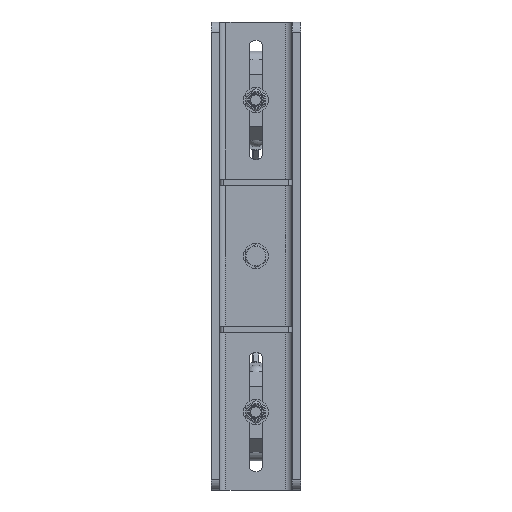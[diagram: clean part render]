
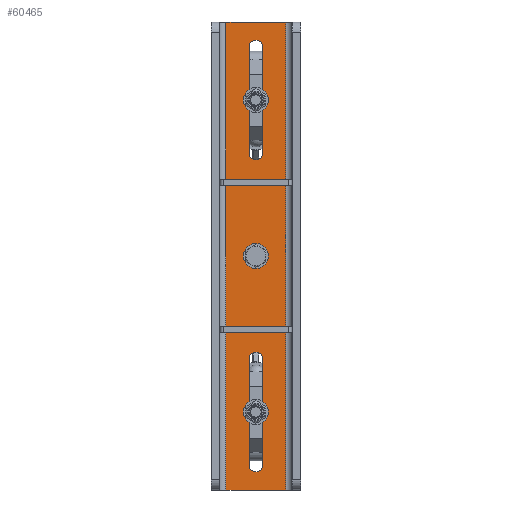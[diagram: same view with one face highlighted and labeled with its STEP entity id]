
A CAD part, front view. The second image highlights one B-rep face of the part: STEP entity #60465.
In plain terms, the highlighted planar face has unit normal (0, -1, 0).
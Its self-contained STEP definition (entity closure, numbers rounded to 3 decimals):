
#674 = DIRECTION ( 'NONE',  ( -1., 0., 0. ) ) ;
#1709 = FACE_BOUND ( 'NONE', #50004, .T. ) ;
#2082 = CARTESIAN_POINT ( 'NONE',  ( 0., 30., -92.5 ) ) ;
#2737 = CIRCLE ( 'NONE', #66065, 6.5 ) ;
#3134 = EDGE_CURVE ( 'NONE', #33351, #19646, #71488, .T. ) ;
#3549 = VERTEX_POINT ( 'NONE', #2082 ) ;
#3566 = EDGE_CURVE ( 'NONE', #10153, #18203, #44795, .T. ) ;
#4911 = DIRECTION ( 'NONE',  ( 0., -1., 0. ) ) ;
#5323 = CARTESIAN_POINT ( 'NONE',  ( 0., 30., -99. ) ) ;
#6299 = EDGE_CURVE ( 'NONE', #78937, #3549, #68490, .T. ) ;
#7098 = ORIENTED_EDGE ( 'NONE', *, *, #6299, .T. ) ;
#7224 = LINE ( 'NONE', #15518, #68072 ) ;
#7338 = CARTESIAN_POINT ( 'NONE',  ( 28.75, 30., 225. ) ) ;
#8364 = ORIENTED_EDGE ( 'NONE', *, *, #3134, .T. ) ;
#8485 = VERTEX_POINT ( 'NONE', #31837 ) ;
#8659 = EDGE_CURVE ( 'NONE', #18373, #66498, #29453, .T. ) ;
#8786 = EDGE_CURVE ( 'NONE', #72178, #27658, #72229, .T. ) ;
#10095 = ORIENTED_EDGE ( 'NONE', *, *, #3566, .F. ) ;
#10153 = VERTEX_POINT ( 'NONE', #61332 ) ;
#10301 = DIRECTION ( 'NONE',  ( 0., 0., 1. ) ) ;
#10488 = ORIENTED_EDGE ( 'NONE', *, *, #63564, .F. ) ;
#11553 = LINE ( 'NONE', #57787, #41995 ) ;
#13380 = VERTEX_POINT ( 'NONE', #69994 ) ;
#13771 = AXIS2_PLACEMENT_3D ( 'NONE', #48500, #24046, #54598 ) ;
#15173 = LINE ( 'NONE', #17761, #57950 ) ;
#15518 = CARTESIAN_POINT ( 'NONE',  ( 6.5, 30., 225. ) ) ;
#15999 = VERTEX_POINT ( 'NONE', #43616 ) ;
#16146 = AXIS2_PLACEMENT_3D ( 'NONE', #69100, #21517, #69899 ) ;
#16553 = DIRECTION ( 'NONE',  ( 0., 0., -1. ) ) ;
#16598 = LINE ( 'NONE', #27163, #48907 ) ;
#16658 = EDGE_LOOP ( 'NONE', ( #10095, #30140, #55185, #10488, #77736 ) ) ;
#17761 = CARTESIAN_POINT ( 'NONE',  ( -6.5, 30., 225. ) ) ;
#17874 = CARTESIAN_POINT ( 'NONE',  ( -28.75, 30., 225. ) ) ;
#18203 = VERTEX_POINT ( 'NONE', #62357 ) ;
#18216 = AXIS2_PLACEMENT_3D ( 'NONE', #58155, #33966, #10301 ) ;
#18373 = VERTEX_POINT ( 'NONE', #76458 ) ;
#19646 = VERTEX_POINT ( 'NONE', #34683 ) ;
#19736 = LINE ( 'NONE', #7338, #53086 ) ;
#20353 = ORIENTED_EDGE ( 'NONE', *, *, #73855, .T. ) ;
#20518 = VECTOR ( 'NONE', #75983, 1000. ) ;
#20812 = ORIENTED_EDGE ( 'NONE', *, *, #8659, .T. ) ;
#21517 = DIRECTION ( 'NONE',  ( 0., 1., 0. ) ) ;
#22075 = CARTESIAN_POINT ( 'NONE',  ( -6.5, 30., -99. ) ) ;
#22244 = DIRECTION ( 'NONE',  ( 0., -1., 0. ) ) ;
#22529 = ORIENTED_EDGE ( 'NONE', *, *, #25485, .F. ) ;
#22651 = AXIS2_PLACEMENT_3D ( 'NONE', #61345, #24144, #72803 ) ;
#24046 = DIRECTION ( 'NONE',  ( 0., -1., 0. ) ) ;
#24144 = DIRECTION ( 'NONE',  ( 0., 1., 0. ) ) ;
#24148 = AXIS2_PLACEMENT_3D ( 'NONE', #70914, #22244, #58415 ) ;
#25485 = EDGE_CURVE ( 'NONE', #70027, #8485, #11553, .T. ) ;
#25783 = EDGE_CURVE ( 'NONE', #60728, #71493, #73406, .T. ) ;
#26430 = FACE_BOUND ( 'NONE', #16658, .T. ) ;
#26692 = DIRECTION ( 'NONE',  ( 0., 0., -1. ) ) ;
#26806 = VECTOR ( 'NONE', #54025, 1000. ) ;
#27163 = CARTESIAN_POINT ( 'NONE',  ( -6.5, 30., 225. ) ) ;
#27507 = EDGE_CURVE ( 'NONE', #18203, #15999, #77994, .T. ) ;
#27658 = VERTEX_POINT ( 'NONE', #72847 ) ;
#28285 = ORIENTED_EDGE ( 'NONE', *, *, #72686, .T. ) ;
#29391 = DIRECTION ( 'NONE',  ( 0., 0., -1. ) ) ;
#29437 = DIRECTION ( 'NONE',  ( 0., 0., -1. ) ) ;
#29453 = CIRCLE ( 'NONE', #18216, 6.5 ) ;
#30140 = ORIENTED_EDGE ( 'NONE', *, *, #59132, .F. ) ;
#31837 = CARTESIAN_POINT ( 'NONE',  ( 28.75, 30., -225. ) ) ;
#33351 = VERTEX_POINT ( 'NONE', #47213 ) ;
#33966 = DIRECTION ( 'NONE',  ( 0., 1., 0. ) ) ;
#34172 = EDGE_CURVE ( 'NONE', #66498, #18373, #78601, .T. ) ;
#34541 = DIRECTION ( 'NONE',  ( 0., 1., 0. ) ) ;
#34579 = EDGE_CURVE ( 'NONE', #13380, #33351, #7224, .T. ) ;
#34683 = CARTESIAN_POINT ( 'NONE',  ( -6.5, 30., -201. ) ) ;
#35778 = CARTESIAN_POINT ( 'NONE',  ( 0., 30., 201. ) ) ;
#36091 = DIRECTION ( 'NONE',  ( 0., 0., -1. ) ) ;
#36706 = AXIS2_PLACEMENT_3D ( 'NONE', #77058, #34541, #58451 ) ;
#38615 = ORIENTED_EDGE ( 'NONE', *, *, #34579, .T. ) ;
#39157 = DIRECTION ( 'NONE',  ( 0., 0., 1. ) ) ;
#39597 = LINE ( 'NONE', #76758, #20518 ) ;
#40755 = DIRECTION ( 'NONE',  ( 0., 0., 1. ) ) ;
#41614 = CARTESIAN_POINT ( 'NONE',  ( 0., 30., 201. ) ) ;
#41995 = VECTOR ( 'NONE', #26692, 1000. ) ;
#43616 = CARTESIAN_POINT ( 'NONE',  ( 6.5, 30., 201. ) ) ;
#44668 = VECTOR ( 'NONE', #40755, 1000. ) ;
#44795 = CIRCLE ( 'NONE', #24148, 6.5 ) ;
#46761 = AXIS2_PLACEMENT_3D ( 'NONE', #35778, #65827, #29437 ) ;
#47213 = CARTESIAN_POINT ( 'NONE',  ( 6.5, 30., -201. ) ) ;
#48500 = CARTESIAN_POINT ( 'NONE',  ( 28.75, 30., 225. ) ) ;
#48907 = VECTOR ( 'NONE', #39157, 1000. ) ;
#48912 = CARTESIAN_POINT ( 'NONE',  ( 0., 30., 207.5 ) ) ;
#50004 = EDGE_LOOP ( 'NONE', ( #55966, #20812 ) ) ;
#53086 = VECTOR ( 'NONE', #674, 1000. ) ;
#54025 = DIRECTION ( 'NONE',  ( 0., 0., -1. ) ) ;
#54598 = DIRECTION ( 'NONE',  ( 0., 0., -1. ) ) ;
#54932 = FACE_BOUND ( 'NONE', #69879, .T. ) ;
#55185 = ORIENTED_EDGE ( 'NONE', *, *, #8786, .F. ) ;
#55904 = CARTESIAN_POINT ( 'NONE',  ( -28.75, 30., 225. ) ) ;
#55966 = ORIENTED_EDGE ( 'NONE', *, *, #34172, .T. ) ;
#57787 = CARTESIAN_POINT ( 'NONE',  ( 28.75, 30., 225. ) ) ;
#57950 = VECTOR ( 'NONE', #36091, 1000. ) ;
#58155 = CARTESIAN_POINT ( 'NONE',  ( 0., 30., 0. ) ) ;
#58415 = DIRECTION ( 'NONE',  ( 0., 0., -1. ) ) ;
#58451 = DIRECTION ( 'NONE',  ( 0., 0., 1. ) ) ;
#59065 = CARTESIAN_POINT ( 'NONE',  ( -28.75, 30., -225. ) ) ;
#59132 = EDGE_CURVE ( 'NONE', #27658, #10153, #15173, .T. ) ;
#60465 = ADVANCED_FACE ( 'NONE', ( #63504, #1709, #26430, #54932 ), #67082, .T. ) ;
#60728 = VERTEX_POINT ( 'NONE', #55904 ) ;
#61332 = CARTESIAN_POINT ( 'NONE',  ( -6.5, 30., 99. ) ) ;
#61345 = CARTESIAN_POINT ( 'NONE',  ( 0., 30., -201. ) ) ;
#62103 = ORIENTED_EDGE ( 'NONE', *, *, #69054, .T. ) ;
#62357 = CARTESIAN_POINT ( 'NONE',  ( 6.5, 30., 99. ) ) ;
#62640 = ORIENTED_EDGE ( 'NONE', *, *, #25783, .T. ) ;
#63504 = FACE_OUTER_BOUND ( 'NONE', #71369, .T. ) ;
#63564 = EDGE_CURVE ( 'NONE', #15999, #72178, #73159, .T. ) ;
#65405 = CARTESIAN_POINT ( 'NONE',  ( 28.75, 30., 225. ) ) ;
#65827 = DIRECTION ( 'NONE',  ( 0., -1., 0. ) ) ;
#66065 = AXIS2_PLACEMENT_3D ( 'NONE', #5323, #77656, #78158 ) ;
#66498 = VERTEX_POINT ( 'NONE', #71816 ) ;
#67082 = PLANE ( 'NONE',  #13771 ) ;
#67649 = ORIENTED_EDGE ( 'NONE', *, *, #68194, .F. ) ;
#68072 = VECTOR ( 'NONE', #16553, 1000. ) ;
#68194 = EDGE_CURVE ( 'NONE', #8485, #71493, #39597, .T. ) ;
#68490 = CIRCLE ( 'NONE', #16146, 6.5 ) ;
#69054 = EDGE_CURVE ( 'NONE', #19646, #78937, #16598, .T. ) ;
#69100 = CARTESIAN_POINT ( 'NONE',  ( 0., 30., -99. ) ) ;
#69879 = EDGE_LOOP ( 'NONE', ( #62103, #7098, #28285, #38615, #8364 ) ) ;
#69899 = DIRECTION ( 'NONE',  ( 0., 0., -1. ) ) ;
#69994 = CARTESIAN_POINT ( 'NONE',  ( 6.5, 30., -99. ) ) ;
#70027 = VERTEX_POINT ( 'NONE', #65405 ) ;
#70914 = CARTESIAN_POINT ( 'NONE',  ( 0., 30., 99. ) ) ;
#70975 = AXIS2_PLACEMENT_3D ( 'NONE', #41614, #4911, #29391 ) ;
#71369 = EDGE_LOOP ( 'NONE', ( #67649, #22529, #20353, #62640 ) ) ;
#71488 = CIRCLE ( 'NONE', #22651, 6.5 ) ;
#71493 = VERTEX_POINT ( 'NONE', #59065 ) ;
#71816 = CARTESIAN_POINT ( 'NONE',  ( 0., 30., 6.5 ) ) ;
#72178 = VERTEX_POINT ( 'NONE', #48912 ) ;
#72229 = CIRCLE ( 'NONE', #46761, 6.5 ) ;
#72686 = EDGE_CURVE ( 'NONE', #3549, #13380, #2737, .T. ) ;
#72803 = DIRECTION ( 'NONE',  ( 0., 0., -1. ) ) ;
#72847 = CARTESIAN_POINT ( 'NONE',  ( -6.5, 30., 201. ) ) ;
#73159 = CIRCLE ( 'NONE', #70975, 6.5 ) ;
#73406 = LINE ( 'NONE', #17874, #26806 ) ;
#73855 = EDGE_CURVE ( 'NONE', #70027, #60728, #19736, .T. ) ;
#75983 = DIRECTION ( 'NONE',  ( -1., 0., 0. ) ) ;
#76458 = CARTESIAN_POINT ( 'NONE',  ( 0., 30., -6.5 ) ) ;
#76758 = CARTESIAN_POINT ( 'NONE',  ( 28.75, 30., -225. ) ) ;
#77058 = CARTESIAN_POINT ( 'NONE',  ( 0., 30., 0. ) ) ;
#77136 = CARTESIAN_POINT ( 'NONE',  ( 6.5, 30., 225. ) ) ;
#77656 = DIRECTION ( 'NONE',  ( 0., 1., 0. ) ) ;
#77736 = ORIENTED_EDGE ( 'NONE', *, *, #27507, .F. ) ;
#77994 = LINE ( 'NONE', #77136, #44668 ) ;
#78158 = DIRECTION ( 'NONE',  ( 0., 0., -1. ) ) ;
#78601 = CIRCLE ( 'NONE', #36706, 6.5 ) ;
#78937 = VERTEX_POINT ( 'NONE', #22075 ) ;
